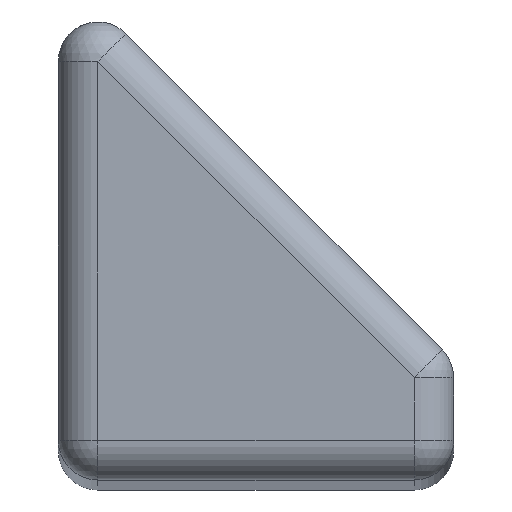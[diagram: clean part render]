
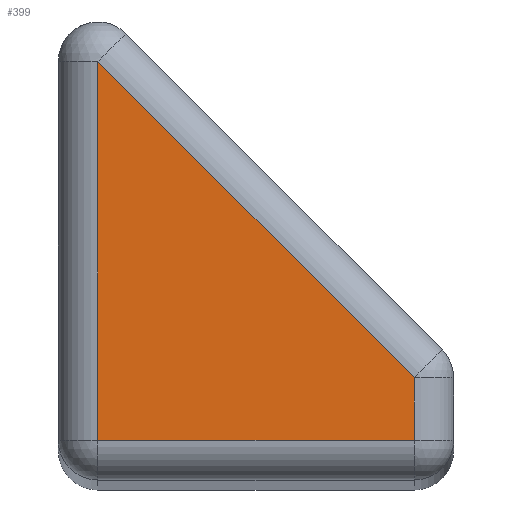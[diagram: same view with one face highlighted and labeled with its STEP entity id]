
A CAD part, top view. The second image highlights one B-rep face of the part: STEP entity #399.
In plain terms, the highlighted planar face has unit normal (0, 0, 1).
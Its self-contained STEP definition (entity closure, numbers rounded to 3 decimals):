
#1 = EDGE_CURVE ( 'NONE', #467, #592, #132, .T. ) ;
#48 = VERTEX_POINT ( 'NONE', #515 ) ;
#53 = CARTESIAN_POINT ( 'NONE',  ( 0.2, 0., 14.65 ) ) ;
#59 = ORIENTED_EDGE ( 'NONE', *, *, #689, .T. ) ;
#71 = CARTESIAN_POINT ( 'NONE',  ( 0., 0.2, 14.65 ) ) ;
#97 = LINE ( 'NONE', #134, #124 ) ;
#104 = CARTESIAN_POINT ( 'NONE',  ( 1.8, 0.2, 14.65 ) ) ;
#109 = DIRECTION ( 'NONE',  ( 0., 0., 1. ) ) ;
#110 = ORIENTED_EDGE ( 'NONE', *, *, #369, .T. ) ;
#124 = VECTOR ( 'NONE', #569, 1000. ) ;
#132 = LINE ( 'NONE', #412, #466 ) ;
#134 = CARTESIAN_POINT ( 'NONE',  ( 1.8, 0., 14.65 ) ) ;
#141 = VECTOR ( 'NONE', #703, 1000. ) ;
#154 = ORIENTED_EDGE ( 'NONE', *, *, #479, .T. ) ;
#295 = CARTESIAN_POINT ( 'NONE',  ( 1.8, 0.517, 14.65 ) ) ;
#308 = CARTESIAN_POINT ( 'NONE',  ( 0.2, 2.117, 14.65 ) ) ;
#309 = ORIENTED_EDGE ( 'NONE', *, *, #1, .T. ) ;
#364 = VERTEX_POINT ( 'NONE', #104 ) ;
#369 = EDGE_CURVE ( 'NONE', #592, #48, #630, .T. ) ;
#389 = VECTOR ( 'NONE', #560, 1000. ) ;
#399 = ADVANCED_FACE ( 'NONE', ( #484 ), #502, .T. ) ;
#412 = CARTESIAN_POINT ( 'NONE',  ( 1.159, 1.159, 14.65 ) ) ;
#461 = AXIS2_PLACEMENT_3D ( 'NONE', #496, #109, #497 ) ;
#466 = VECTOR ( 'NONE', #623, 1000. ) ;
#467 = VERTEX_POINT ( 'NONE', #295 ) ;
#479 = EDGE_CURVE ( 'NONE', #48, #364, #685, .T. ) ;
#484 = FACE_OUTER_BOUND ( 'NONE', #593, .T. ) ;
#496 = CARTESIAN_POINT ( 'NONE',  ( 0., 0., 14.65 ) ) ;
#497 = DIRECTION ( 'NONE',  ( 1., 0., 0. ) ) ;
#502 = PLANE ( 'NONE',  #461 ) ;
#515 = CARTESIAN_POINT ( 'NONE',  ( 0.2, 0.2, 14.65 ) ) ;
#560 = DIRECTION ( 'NONE',  ( 1., 0., 0. ) ) ;
#569 = DIRECTION ( 'NONE',  ( 0., 1., 0. ) ) ;
#592 = VERTEX_POINT ( 'NONE', #308 ) ;
#593 = EDGE_LOOP ( 'NONE', ( #309, #110, #154, #59 ) ) ;
#623 = DIRECTION ( 'NONE',  ( -0.707, 0.707, 0. ) ) ;
#630 = LINE ( 'NONE', #53, #141 ) ;
#685 = LINE ( 'NONE', #71, #389 ) ;
#689 = EDGE_CURVE ( 'NONE', #364, #467, #97, .T. ) ;
#703 = DIRECTION ( 'NONE',  ( 0., -1., 0. ) ) ;
